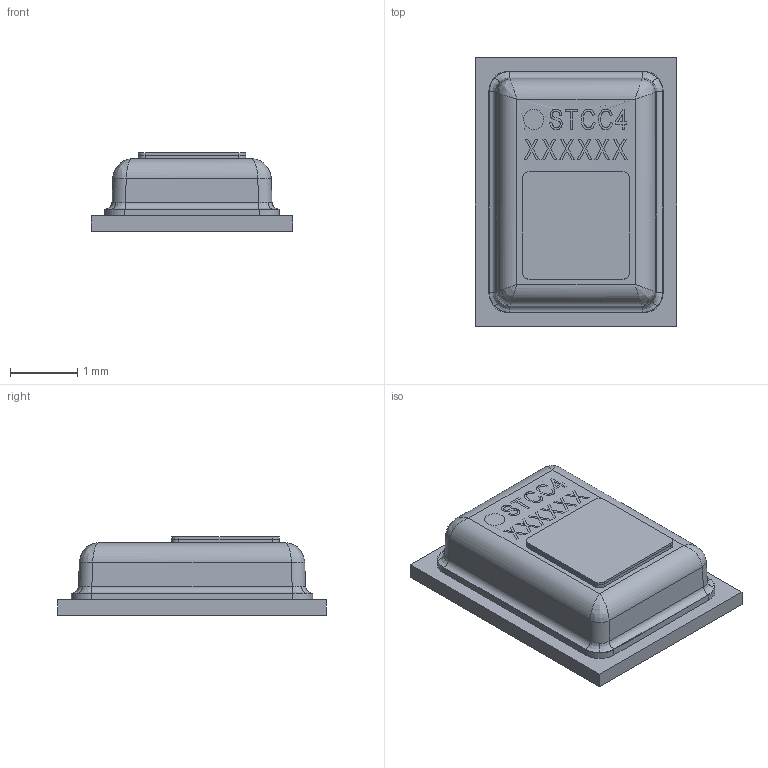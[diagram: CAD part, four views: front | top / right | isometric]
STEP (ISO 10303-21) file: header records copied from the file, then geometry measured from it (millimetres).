
FILE_DESCRIPTION(/* description */ ('STEP AP242','CAx-IF Rec.Pracs.---Representation and Presentation of Product Manufacturing Information (PMI)---4.0---2014-10-13','CAx-IF Rec.Pracs.---3D Tessellated Geometry---0.4---2014-09-14','2;1'),/* implementation_level */ '2;1');
FILE_NAME(/* name */ '685a07a5d0e0fe3b891f0b64',/* time_stamp */ '2025-06-24T02:04:24Z',/* author */ (''),/* organization */ (''),/* preprocessor_version */ 'ST-DEVELOPER v20',/* originating_system */ 'ONSHAPE BY PTC INC, 1.199',/* authorisation */ ' ');
FILE_SCHEMA (('AP242_MANAGED_MODEL_BASED_3D_ENGINEERING_MIM_LF { 1 0 10303 442 1 1 4 }'));
Length unit declared in the file: metre
Products named in the file (9): STCC4; 167874_00 <1>; NYOS_BOND_8PADS_Nyos_ASIC-1_00; Manoun_B01_BOARD_00; 167872_00 <1>; 159608_00; 167873_00 <1>; 167450_Standard; 167449_Standard
Assembly tree (8 placements, depth 4):
  STCC4
    167874_00 <1>
      NYOS_BOND_8PADS_Nyos_ASIC-1_00
      Manoun_B01_BOARD_00
    167872_00 <1>
      159608_00
      167873_00 <1>
        167450_Standard
        167449_Standard
Bounding box: 3 x 4 x 1.17 mm (x, y, z)
Volume: 5.8 mm3; surface area: 79.2 mm2
Topology: 5 solids, 5 shells, 149 faces, 532 edges, 432 vertices
Faces by surface type: plane 87, cylinder 42, bspline 20
Entity records: 7413 total; most frequent: CARTESIAN_POINT 2048, ORIENTED_EDGE 1048, DIRECTION 826, EDGE_CURVE 524, VERTEX_POINT 432, LINE 382, VECTOR 382, AXIS2_PLACEMENT_3D 222
